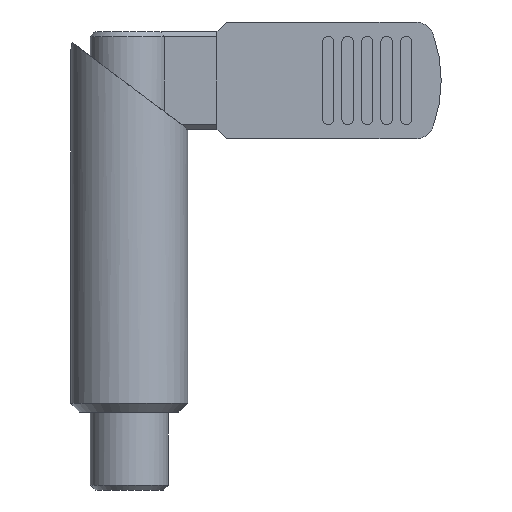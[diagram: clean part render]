
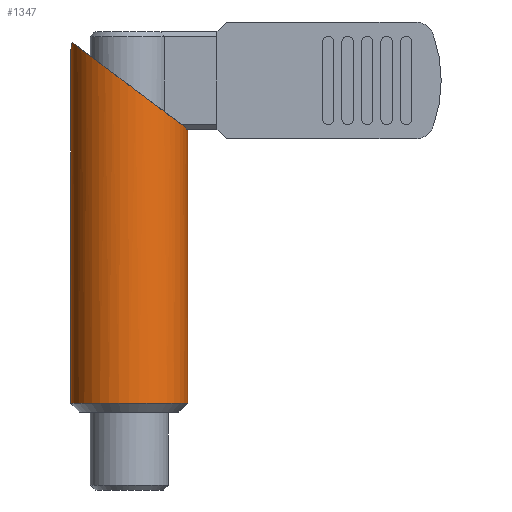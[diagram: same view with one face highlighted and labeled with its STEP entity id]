
A CAD part, front view. The second image highlights one B-rep face of the part: STEP entity #1347.
In plain terms, the highlighted cylindrical face has radius 6 mm (diameter 12 mm), a partial arc.
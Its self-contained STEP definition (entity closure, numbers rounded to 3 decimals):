
#573=EDGE_CURVE('',#1271,#811,#1529,.T.);
#585=EDGE_CURVE('',#1271,#1083,#1542,.T.);
#587=EDGE_CURVE('',#1083,#1169,#1544,.T.);
#811=VERTEX_POINT('',#1794);
#895=VERTEX_POINT('',#1884);
#951=EDGE_CURVE('',#895,#811,#1950,.T.);
#1059=EDGE_CURVE('',#895,#1169,#2072,.T.);
#1083=VERTEX_POINT('',#2099);
#1169=VERTEX_POINT('',#2193);
#1271=VERTEX_POINT('',#2304);
#1347=ADVANCED_FACE('',(#2393),#2394,.T.);
#1529=LINE('',#2605,#2606);
#1542=ELLIPSE('',#2624,7.5,6.0);
#1544=B_SPLINE_CURVE_WITH_KNOTS('',3,(#2627,#2628,#2629,#2630,#2631,#2632,#2633,#2634),.UNSPECIFIED.,.F.,.F.,(4,2,2,4),(0.61,1.044,1.566,2.087),.UNSPECIFIED.);
#1794=CARTESIAN_POINT('',(6.0,0.,0.9));
#1884=CARTESIAN_POINT('',(-6.0,0.,0.9));
#1950=CIRCLE('',#3182,6.0);
#2072=LINE('',#3355,#3356);
#2099=CARTESIAN_POINT('',(-5.871,-1.236,37.904));
#2193=CARTESIAN_POINT('',(-6.,0.,37.138));
#2304=CARTESIAN_POINT('',(6.0,0.,29.0));
#2393=FACE_OUTER_BOUND('',#3785,.T.);
#2394=CYLINDRICAL_SURFACE('',#3786,6.0);
#2605=CARTESIAN_POINT('',(6.0,0.,19.45));
#2606=VECTOR('',#4000,1.0);
#2624=AXIS2_PLACEMENT_3D('',#4011,#4012,#4013);
#2627=CARTESIAN_POINT('',(-5.871,-1.236,37.904));
#2628=CARTESIAN_POINT('',(-5.886,-1.168,37.767));
#2629=CARTESIAN_POINT('',(-5.903,-1.077,37.643));
#2630=CARTESIAN_POINT('',(-5.94,-0.854,37.42));
#2631=CARTESIAN_POINT('',(-5.962,-0.699,37.313));
#2632=CARTESIAN_POINT('',(-5.992,-0.359,37.172));
#2633=CARTESIAN_POINT('',(-6.,-0.174,37.138));
#2634=CARTESIAN_POINT('',(-6.,0.,37.138));
#3182=AXIS2_PLACEMENT_3D('',#4468,#4469,#4470);
#3355=CARTESIAN_POINT('',(-6.0,0.,19.45));
#3356=VECTOR('',#4614,1.0);
#3785=EDGE_LOOP('',(#5011,#5012,#5013,#5014,#5015));
#3786=AXIS2_PLACEMENT_3D('',#5016,#5017,#5018);
#4000=DIRECTION('',(0.,0.,-1.0));
#4011=CARTESIAN_POINT('',(0.,0.,33.5));
#4012=DIRECTION('',(-0.6,0.,-0.8));
#4013=DIRECTION('',(-0.8,0.,0.6));
#4468=CARTESIAN_POINT('',(0.,0.,0.9));
#4469=DIRECTION('',(0.,0.,1.0));
#4470=DIRECTION('',(-1.0,0.,0.));
#4614=DIRECTION('',(0.,0.,1.0));
#5011=ORIENTED_EDGE('',*,*,#1059,.F.);
#5012=ORIENTED_EDGE('',*,*,#951,.T.);
#5013=ORIENTED_EDGE('',*,*,#573,.F.);
#5014=ORIENTED_EDGE('',*,*,#585,.T.);
#5015=ORIENTED_EDGE('',*,*,#587,.T.);
#5016=CARTESIAN_POINT('',(0.,0.,19.45));
#5017=DIRECTION('',(0.,0.,-1.0));
#5018=DIRECTION('',(-1.0,0.,0.));
